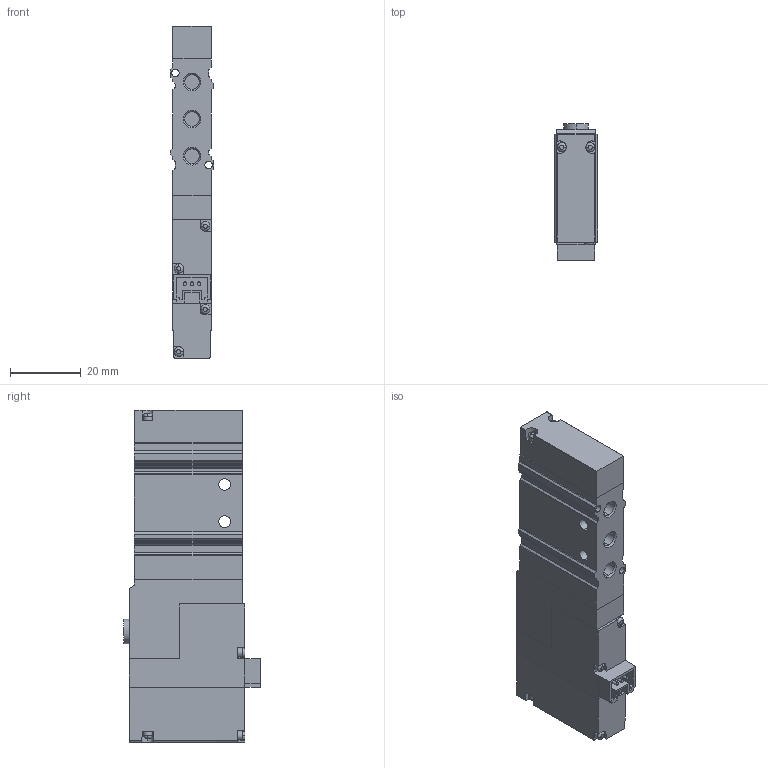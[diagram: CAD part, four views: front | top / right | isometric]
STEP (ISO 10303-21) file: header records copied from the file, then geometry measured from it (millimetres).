
FILE_DESCRIPTION (( 'STEP AP203' ), '1' );
FILE_NAME ('SV5211-M7.STEP', '2022-08-02T12:19:05', ( '' ), ( '' ), 'SwSTEP 2.0', 'SolidWorks 2022', '' );
FILE_SCHEMA (( 'CONFIG_CONTROL_DESIGN' ));
Length unit declared in the file: millimetre
Products named in the file (1): SV5211-M7
Bounding box: 12.4 x 38.5 x 93.8 mm (x, y, z)
Volume: 31447.6 mm3; surface area: 13562.2 mm2
Topology: 6 solids, 6 shells, 261 faces, 694 edges, 458 vertices
Faces by surface type: plane 134, cylinder 95, torus 16, cone 16
Entity records: 8573 total; most frequent: CARTESIAN_POINT 1866, DIRECTION 1392, ORIENTED_EDGE 1388, EDGE_CURVE 694, AXIS2_PLACEMENT_3D 486, VERTEX_POINT 458, LINE 420, VECTOR 420
